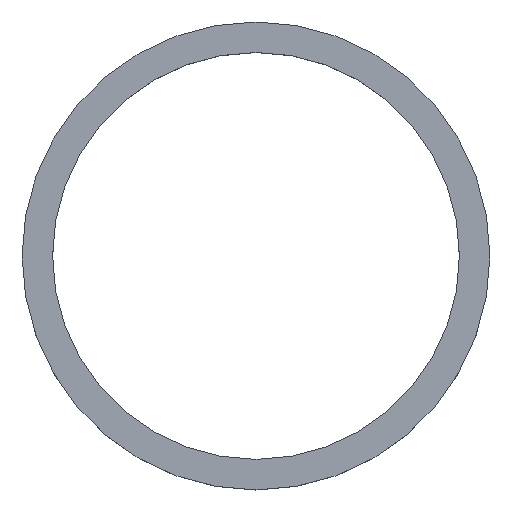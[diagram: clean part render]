
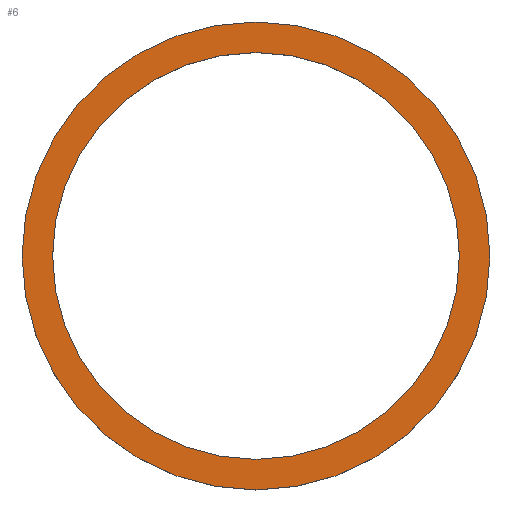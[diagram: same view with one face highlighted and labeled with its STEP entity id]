
A CAD part, top view. The second image highlights one B-rep face of the part: STEP entity #6.
In plain terms, the highlighted planar face has unit normal (0, 0, 1).
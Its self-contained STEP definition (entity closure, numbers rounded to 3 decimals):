
#6 = ADVANCED_FACE ( 'NONE', ( #79, #206 ), #164, .T. ) ;
#8 = CIRCLE ( 'NONE', #70, 50. ) ;
#10 = VERTEX_POINT ( 'NONE', #91 ) ;
#11 = EDGE_CURVE ( 'NONE', #54, #10, #27, .T. ) ;
#12 = DIRECTION ( 'NONE',  ( 1., 0., 0. ) ) ;
#21 = EDGE_LOOP ( 'NONE', ( #72, #204 ) ) ;
#27 = CIRCLE ( 'NONE', #93, 50. ) ;
#28 = CARTESIAN_POINT ( 'NONE',  ( 0., 0., 15. ) ) ;
#29 = CARTESIAN_POINT ( 'NONE',  ( 0., 0., 15. ) ) ;
#38 = EDGE_CURVE ( 'NONE', #117, #143, #196, .T. ) ;
#44 = EDGE_LOOP ( 'NONE', ( #124, #119 ) ) ;
#54 = VERTEX_POINT ( 'NONE', #142 ) ;
#70 = AXIS2_PLACEMENT_3D ( 'NONE', #126, #214, #80 ) ;
#72 = ORIENTED_EDGE ( 'NONE', *, *, #85, .T. ) ;
#77 = AXIS2_PLACEMENT_3D ( 'NONE', #29, #140, #109 ) ;
#78 = DIRECTION ( 'NONE',  ( 1., 0., 0. ) ) ;
#79 = FACE_OUTER_BOUND ( 'NONE', #21, .T. ) ;
#80 = DIRECTION ( 'NONE',  ( 1., 0., 0. ) ) ;
#85 = EDGE_CURVE ( 'NONE', #143, #117, #200, .T. ) ;
#91 = CARTESIAN_POINT ( 'NONE',  ( -50., 0., 15. ) ) ;
#93 = AXIS2_PLACEMENT_3D ( 'NONE', #28, #122, #12 ) ;
#107 = CARTESIAN_POINT ( 'NONE',  ( 57.5, 0., 15. ) ) ;
#109 = DIRECTION ( 'NONE',  ( 1., 0., 0. ) ) ;
#116 = AXIS2_PLACEMENT_3D ( 'NONE', #210, #212, #78 ) ;
#117 = VERTEX_POINT ( 'NONE', #107 ) ;
#119 = ORIENTED_EDGE ( 'NONE', *, *, #11, .F. ) ;
#122 = DIRECTION ( 'NONE',  ( 0., 0., 1. ) ) ;
#124 = ORIENTED_EDGE ( 'NONE', *, *, #139, .F. ) ;
#125 = CARTESIAN_POINT ( 'NONE',  ( -57.5, 0., 15. ) ) ;
#126 = CARTESIAN_POINT ( 'NONE',  ( 0., 0., 15. ) ) ;
#139 = EDGE_CURVE ( 'NONE', #10, #54, #8, .T. ) ;
#140 = DIRECTION ( 'NONE',  ( 0., 0., 1. ) ) ;
#142 = CARTESIAN_POINT ( 'NONE',  ( 50., 0., 15. ) ) ;
#143 = VERTEX_POINT ( 'NONE', #125 ) ;
#162 = CARTESIAN_POINT ( 'NONE',  ( 0., 0., 15. ) ) ;
#164 = PLANE ( 'NONE',  #116 ) ;
#165 = DIRECTION ( 'NONE',  ( 0., 0., 1. ) ) ;
#174 = AXIS2_PLACEMENT_3D ( 'NONE', #162, #165, #178 ) ;
#178 = DIRECTION ( 'NONE',  ( 1., 0., 0. ) ) ;
#196 = CIRCLE ( 'NONE', #174, 57.5 ) ;
#200 = CIRCLE ( 'NONE', #77, 57.5 ) ;
#204 = ORIENTED_EDGE ( 'NONE', *, *, #38, .T. ) ;
#206 = FACE_BOUND ( 'NONE', #44, .T. ) ;
#210 = CARTESIAN_POINT ( 'NONE',  ( 0., 0., 15. ) ) ;
#212 = DIRECTION ( 'NONE',  ( 0., 0., 1. ) ) ;
#214 = DIRECTION ( 'NONE',  ( 0., 0., 1. ) ) ;
